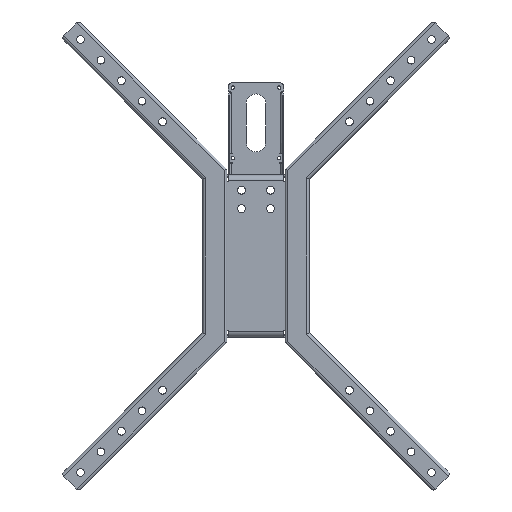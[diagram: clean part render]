
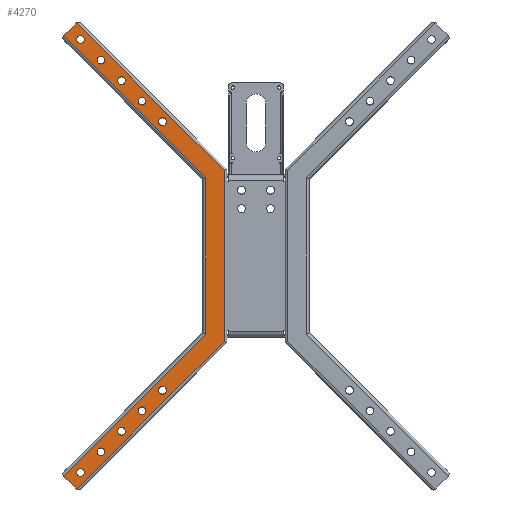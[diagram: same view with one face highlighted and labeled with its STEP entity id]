
A CAD part, front view. The second image highlights one B-rep face of the part: STEP entity #4270.
In plain terms, the highlighted planar face has unit normal (0, -1, 0).
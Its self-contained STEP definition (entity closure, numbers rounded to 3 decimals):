
#222=CIRCLE('',#4690,4.);
#223=CIRCLE('',#4691,4.);
#224=CIRCLE('',#4692,4.);
#225=CIRCLE('',#4693,4.);
#226=CIRCLE('',#4694,4.);
#227=CIRCLE('',#4695,4.);
#228=CIRCLE('',#4696,4.);
#229=CIRCLE('',#4697,4.);
#230=CIRCLE('',#4698,4.);
#231=CIRCLE('',#4699,4.);
#1334=ORIENTED_EDGE('',*,*,#2090,.T.);
#1335=ORIENTED_EDGE('',*,*,#2091,.F.);
#1336=ORIENTED_EDGE('',*,*,#2092,.F.);
#1337=ORIENTED_EDGE('',*,*,#2093,.T.);
#1338=ORIENTED_EDGE('',*,*,#2094,.F.);
#1339=ORIENTED_EDGE('',*,*,#2082,.F.);
#1340=ORIENTED_EDGE('',*,*,#2095,.T.);
#1341=ORIENTED_EDGE('',*,*,#2077,.T.);
#1342=ORIENTED_EDGE('',*,*,#2096,.F.);
#1343=ORIENTED_EDGE('',*,*,#2097,.F.);
#1344=ORIENTED_EDGE('',*,*,#2098,.F.);
#1345=ORIENTED_EDGE('',*,*,#2099,.F.);
#1346=ORIENTED_EDGE('',*,*,#2100,.F.);
#1347=ORIENTED_EDGE('',*,*,#2101,.T.);
#1348=ORIENTED_EDGE('',*,*,#2102,.T.);
#1349=ORIENTED_EDGE('',*,*,#2103,.T.);
#1350=ORIENTED_EDGE('',*,*,#2104,.T.);
#1351=ORIENTED_EDGE('',*,*,#2105,.T.);
#2077=EDGE_CURVE('',#2530,#2531,#2935,.T.);
#2082=EDGE_CURVE('',#2534,#2535,#2937,.T.);
#2090=EDGE_CURVE('',#2531,#2540,#2942,.T.);
#2091=EDGE_CURVE('',#2541,#2540,#2943,.T.);
#2092=EDGE_CURVE('',#2542,#2541,#2944,.F.);
#2093=EDGE_CURVE('',#2542,#2543,#2945,.T.);
#2094=EDGE_CURVE('',#2535,#2543,#2946,.T.);
#2095=EDGE_CURVE('',#2534,#2530,#2947,.F.);
#2096=EDGE_CURVE('',#2544,#2544,#222,.T.);
#2097=EDGE_CURVE('',#2545,#2545,#223,.T.);
#2098=EDGE_CURVE('',#2546,#2546,#224,.T.);
#2099=EDGE_CURVE('',#2547,#2547,#225,.T.);
#2100=EDGE_CURVE('',#2548,#2548,#226,.T.);
#2101=EDGE_CURVE('',#2549,#2549,#227,.T.);
#2102=EDGE_CURVE('',#2550,#2550,#228,.T.);
#2103=EDGE_CURVE('',#2551,#2551,#229,.T.);
#2104=EDGE_CURVE('',#2552,#2552,#230,.T.);
#2105=EDGE_CURVE('',#2553,#2553,#231,.T.);
#2530=VERTEX_POINT('',#7121);
#2531=VERTEX_POINT('',#7122);
#2534=VERTEX_POINT('',#7130);
#2535=VERTEX_POINT('',#7132);
#2540=VERTEX_POINT('',#7148);
#2541=VERTEX_POINT('',#7150);
#2542=VERTEX_POINT('',#7152);
#2543=VERTEX_POINT('',#7154);
#2544=VERTEX_POINT('',#7158);
#2545=VERTEX_POINT('',#7160);
#2546=VERTEX_POINT('',#7162);
#2547=VERTEX_POINT('',#7164);
#2548=VERTEX_POINT('',#7166);
#2549=VERTEX_POINT('',#7168);
#2550=VERTEX_POINT('',#7170);
#2551=VERTEX_POINT('',#7172);
#2552=VERTEX_POINT('',#7174);
#2553=VERTEX_POINT('',#7176);
#2935=LINE('',#7120,#3337);
#2937=LINE('',#7131,#3339);
#2942=LINE('',#7147,#3344);
#2943=LINE('',#7149,#3345);
#2944=LINE('',#7151,#3346);
#2945=LINE('',#7153,#3347);
#2946=LINE('',#7155,#3348);
#2947=LINE('',#7156,#3349);
#3337=VECTOR('',#5778,1000.);
#3339=VECTOR('',#5788,1000.);
#3344=VECTOR('',#5805,1000.);
#3345=VECTOR('',#5806,1000.);
#3346=VECTOR('',#5807,1000.);
#3347=VECTOR('',#5808,1000.);
#3348=VECTOR('',#5809,1000.);
#3349=VECTOR('',#5810,1000.);
#3598=EDGE_LOOP('',(#1334,#1335,#1336,#1337,#1338,#1339,#1340,#1341));
#3599=EDGE_LOOP('',(#1342));
#3600=EDGE_LOOP('',(#1343));
#3601=EDGE_LOOP('',(#1344));
#3602=EDGE_LOOP('',(#1345));
#3603=EDGE_LOOP('',(#1346));
#3604=EDGE_LOOP('',(#1347));
#3605=EDGE_LOOP('',(#1348));
#3606=EDGE_LOOP('',(#1349));
#3607=EDGE_LOOP('',(#1350));
#3608=EDGE_LOOP('',(#1351));
#3904=FACE_BOUND('',#3598,.T.);
#3905=FACE_BOUND('',#3599,.T.);
#3906=FACE_BOUND('',#3600,.T.);
#3907=FACE_BOUND('',#3601,.T.);
#3908=FACE_BOUND('',#3602,.T.);
#3909=FACE_BOUND('',#3603,.T.);
#3910=FACE_BOUND('',#3604,.T.);
#3911=FACE_BOUND('',#3605,.T.);
#3912=FACE_BOUND('',#3606,.T.);
#3913=FACE_BOUND('',#3607,.T.);
#3914=FACE_BOUND('',#3608,.T.);
#4086=PLANE('',#4689);
#4270=ADVANCED_FACE('',(#3904,#3905,#3906,#3907,#3908,#3909,#3910,#3911,
#3912,#3913,#3914),#4086,.T.);
#4689=AXIS2_PLACEMENT_3D('',#7146,#5803,#5804);
#4690=AXIS2_PLACEMENT_3D('',#7157,#5811,#5812);
#4691=AXIS2_PLACEMENT_3D('',#7159,#5813,#5814);
#4692=AXIS2_PLACEMENT_3D('',#7161,#5815,#5816);
#4693=AXIS2_PLACEMENT_3D('',#7163,#5817,#5818);
#4694=AXIS2_PLACEMENT_3D('',#7165,#5819,#5820);
#4695=AXIS2_PLACEMENT_3D('',#7167,#5821,#5822);
#4696=AXIS2_PLACEMENT_3D('',#7169,#5823,#5824);
#4697=AXIS2_PLACEMENT_3D('',#7171,#5825,#5826);
#4698=AXIS2_PLACEMENT_3D('',#7173,#5827,#5828);
#4699=AXIS2_PLACEMENT_3D('',#7175,#5829,#5830);
#5778=DIRECTION('',(-0.707,0.,-0.707));
#5788=DIRECTION('',(-0.707,0.,-0.707));
#5803=DIRECTION('',(0.,-1.,0.));
#5804=DIRECTION('',(1.,0.,0.));
#5805=DIRECTION('',(0.,0.,-1.));
#5806=DIRECTION('',(-0.707,0.,0.707));
#5807=DIRECTION('',(0.707,0.,0.707));
#5808=DIRECTION('',(-0.707,0.,0.707));
#5809=DIRECTION('',(0.,0.,-1.));
#5810=DIRECTION('',(0.707,0.,-0.707));
#5811=DIRECTION('',(0.,-1.,0.));
#5812=DIRECTION('',(1.,0.,0.));
#5813=DIRECTION('',(0.,-1.,0.));
#5814=DIRECTION('',(1.,0.,0.));
#5815=DIRECTION('',(0.,-1.,0.));
#5816=DIRECTION('',(1.,0.,0.));
#5817=DIRECTION('',(0.,-1.,0.));
#5818=DIRECTION('',(1.,0.,0.));
#5819=DIRECTION('',(0.,-1.,0.));
#5820=DIRECTION('',(1.,0.,0.));
#5821=DIRECTION('',(0.,1.,0.));
#5822=DIRECTION('',(1.,0.,0.));
#5823=DIRECTION('',(0.,1.,0.));
#5824=DIRECTION('',(1.,0.,0.));
#5825=DIRECTION('',(0.,1.,0.));
#5826=DIRECTION('',(1.,0.,0.));
#5827=DIRECTION('',(0.,1.,0.));
#5828=DIRECTION('',(1.,0.,0.));
#5829=DIRECTION('',(0.,1.,0.));
#5830=DIRECTION('',(1.,0.,0.));
#7120=CARTESIAN_POINT('',(130.343,0.,240.973));
#7121=CARTESIAN_POINT('',(130.343,0.,240.973));
#7122=CARTESIAN_POINT('',(-22.,0.,88.629));
#7130=CARTESIAN_POINT('',(143.779,0.,227.538));
#7131=CARTESIAN_POINT('',(143.779,0.,227.538));
#7132=CARTESIAN_POINT('',(-3.,0.,80.759));
#7146=CARTESIAN_POINT('',(137.061,0.,234.255));
#7147=CARTESIAN_POINT('',(-22.,0.,90.041));
#7148=CARTESIAN_POINT('',(-22.,0.,-88.629));
#7149=CARTESIAN_POINT('',(130.343,0.,-240.973));
#7150=CARTESIAN_POINT('',(130.343,0.,-240.973));
#7151=CARTESIAN_POINT('',(137.061,0.,-234.255));
#7152=CARTESIAN_POINT('',(143.779,0.,-227.538));
#7153=CARTESIAN_POINT('',(143.779,0.,-227.538));
#7154=CARTESIAN_POINT('',(-3.,0.,-80.759));
#7155=CARTESIAN_POINT('',(-3.,0.,90.041));
#7156=CARTESIAN_POINT('',(137.061,0.,234.255));
#7157=CARTESIAN_POINT('',(41.602,0.,138.796));
#7158=CARTESIAN_POINT('',(45.602,0.,138.796));
#7159=CARTESIAN_POINT('',(62.815,0.,160.009));
#7160=CARTESIAN_POINT('',(66.815,0.,160.009));
#7161=CARTESIAN_POINT('',(84.028,0.,181.222));
#7162=CARTESIAN_POINT('',(88.028,0.,181.222));
#7163=CARTESIAN_POINT('',(126.454,0.,223.649));
#7164=CARTESIAN_POINT('',(130.454,0.,223.649));
#7165=CARTESIAN_POINT('',(105.241,0.,202.436));
#7166=CARTESIAN_POINT('',(109.241,0.,202.436));
#7167=CARTESIAN_POINT('',(41.602,0.,-138.796));
#7168=CARTESIAN_POINT('',(45.602,0.,-138.796));
#7169=CARTESIAN_POINT('',(62.815,0.,-160.009));
#7170=CARTESIAN_POINT('',(66.815,0.,-160.009));
#7171=CARTESIAN_POINT('',(84.028,0.,-181.222));
#7172=CARTESIAN_POINT('',(88.028,0.,-181.222));
#7173=CARTESIAN_POINT('',(126.454,0.,-223.649));
#7174=CARTESIAN_POINT('',(130.454,0.,-223.649));
#7175=CARTESIAN_POINT('',(105.241,0.,-202.436));
#7176=CARTESIAN_POINT('',(109.241,0.,-202.436));
